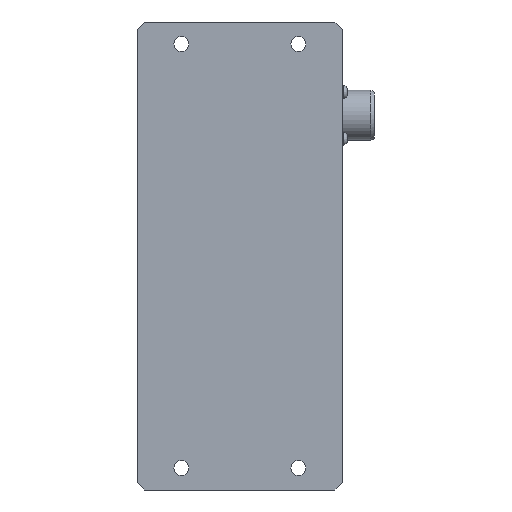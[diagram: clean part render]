
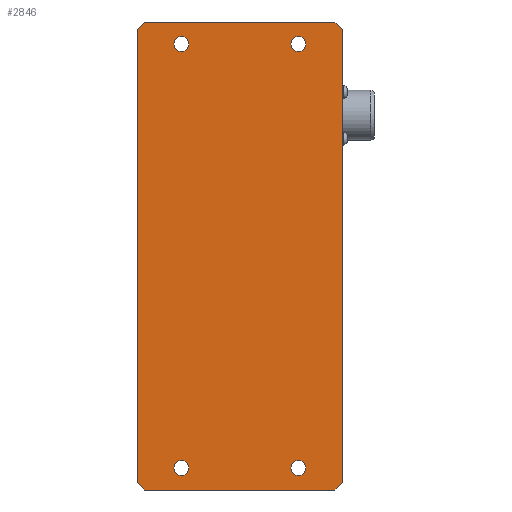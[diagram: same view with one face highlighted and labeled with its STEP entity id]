
A CAD part, front view. The second image highlights one B-rep face of the part: STEP entity #2846.
In plain terms, the highlighted planar face has unit normal (0, -1, 0).
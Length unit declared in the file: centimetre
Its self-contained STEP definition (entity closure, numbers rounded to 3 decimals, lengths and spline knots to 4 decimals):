
#105=FACE_BOUND('',#445,.T.);
#106=FACE_BOUND('',#446,.T.);
#107=FACE_BOUND('',#447,.T.);
#108=FACE_BOUND('',#448,.T.);
#151=PLANE('',#3032);
#274=FACE_OUTER_BOUND('',#444,.T.);
#444=EDGE_LOOP('',(#1908,#1909,#1910,#1911,#1912,#1913,#1914,#1915));
#445=EDGE_LOOP('',(#1916));
#446=EDGE_LOOP('',(#1917));
#447=EDGE_LOOP('',(#1918));
#448=EDGE_LOOP('',(#1919));
#646=CIRCLE('',#3033,0.3264);
#647=CIRCLE('',#3034,0.3264);
#648=CIRCLE('',#3035,0.3264);
#649=CIRCLE('',#3036,0.3264);
#748=LINE('',#4076,#969);
#749=LINE('',#4078,#970);
#750=LINE('',#4080,#971);
#751=LINE('',#4082,#972);
#752=LINE('',#4084,#973);
#753=LINE('',#4086,#974);
#754=LINE('',#4088,#975);
#755=LINE('',#4089,#976);
#969=VECTOR('',#3355,0.449);
#970=VECTOR('',#3356,8.255);
#971=VECTOR('',#3357,0.449);
#972=VECTOR('',#3358,19.685);
#973=VECTOR('',#3359,0.449);
#974=VECTOR('',#3360,8.255);
#975=VECTOR('',#3361,0.449);
#976=VECTOR('',#3362,19.685);
#1198=VERTEX_POINT('',#4074);
#1199=VERTEX_POINT('',#4075);
#1200=VERTEX_POINT('',#4077);
#1201=VERTEX_POINT('',#4079);
#1202=VERTEX_POINT('',#4081);
#1203=VERTEX_POINT('',#4083);
#1204=VERTEX_POINT('',#4085);
#1205=VERTEX_POINT('',#4087);
#1206=VERTEX_POINT('',#4090);
#1207=VERTEX_POINT('',#4092);
#1208=VERTEX_POINT('',#4094);
#1209=VERTEX_POINT('',#4096);
#1483=EDGE_CURVE('',#1198,#1199,#748,.T.);
#1484=EDGE_CURVE('',#1200,#1198,#749,.T.);
#1485=EDGE_CURVE('',#1201,#1200,#750,.T.);
#1486=EDGE_CURVE('',#1202,#1201,#751,.T.);
#1487=EDGE_CURVE('',#1203,#1202,#752,.T.);
#1488=EDGE_CURVE('',#1204,#1203,#753,.T.);
#1489=EDGE_CURVE('',#1205,#1204,#754,.T.);
#1490=EDGE_CURVE('',#1199,#1205,#755,.T.);
#1491=EDGE_CURVE('',#1206,#1206,#646,.T.);
#1492=EDGE_CURVE('',#1207,#1207,#647,.T.);
#1493=EDGE_CURVE('',#1208,#1208,#648,.T.);
#1494=EDGE_CURVE('',#1209,#1209,#649,.T.);
#1908=ORIENTED_EDGE('',*,*,#1483,.F.);
#1909=ORIENTED_EDGE('',*,*,#1484,.F.);
#1910=ORIENTED_EDGE('',*,*,#1485,.F.);
#1911=ORIENTED_EDGE('',*,*,#1486,.F.);
#1912=ORIENTED_EDGE('',*,*,#1487,.F.);
#1913=ORIENTED_EDGE('',*,*,#1488,.F.);
#1914=ORIENTED_EDGE('',*,*,#1489,.F.);
#1915=ORIENTED_EDGE('',*,*,#1490,.F.);
#1916=ORIENTED_EDGE('',*,*,#1491,.T.);
#1917=ORIENTED_EDGE('',*,*,#1492,.T.);
#1918=ORIENTED_EDGE('',*,*,#1493,.T.);
#1919=ORIENTED_EDGE('',*,*,#1494,.T.);
#2846=ADVANCED_FACE('',(#274,#105,#106,#107,#108),#151,.T.);
#3032=AXIS2_PLACEMENT_3D('',#4073,#3353,#3354);
#3033=AXIS2_PLACEMENT_3D('',#4091,#3363,#3364);
#3034=AXIS2_PLACEMENT_3D('',#4093,#3365,#3366);
#3035=AXIS2_PLACEMENT_3D('',#4095,#3367,#3368);
#3036=AXIS2_PLACEMENT_3D('',#4097,#3369,#3370);
#3353=DIRECTION('center_axis',(0.,-1.,0.));
#3354=DIRECTION('ref_axis',(0.,0.,
1.));
#3355=DIRECTION('',(-0.707,0.,0.707));
#3356=DIRECTION('',(-1.,0.,0.));
#3357=DIRECTION('',(-0.707,0.,-0.707));
#3358=DIRECTION('',(0.,0.,-1.));
#3359=DIRECTION('',(0.707,0.,-0.707));
#3360=DIRECTION('',(1.,0.,0.));
#3361=DIRECTION('',(0.707,0.,0.707));
#3362=DIRECTION('',(0.,0.,1.));
#3363=DIRECTION('center_axis',(0.,1.,0.));
#3364=DIRECTION('ref_axis',(0.,0.,-1.));
#3365=DIRECTION('center_axis',(0.,1.,0.));
#3366=DIRECTION('ref_axis',(0.,0.,-1.));
#3367=DIRECTION('center_axis',(0.,1.,0.));
#3368=DIRECTION('ref_axis',(0.,0.,-1.));
#3369=DIRECTION('center_axis',(0.,1.,0.));
#3370=DIRECTION('ref_axis',(0.,0.,-1.));
#4073=CARTESIAN_POINT('Origin',(-7.6359,1.5406,0.2801));
#4074=CARTESIAN_POINT('',(-11.7634,1.5406,-9.8799));
#4075=CARTESIAN_POINT('',(-12.0809,1.5406,-9.5624));
#4076=CARTESIAN_POINT('',(-11.7634,1.5406,-9.8799));
#4077=CARTESIAN_POINT('',(-3.5084,1.5406,-9.8799));
#4078=CARTESIAN_POINT('',(-3.5084,1.5406,-9.8799));
#4079=CARTESIAN_POINT('',(-3.1909,1.5406,-9.5624));
#4080=CARTESIAN_POINT('',(-3.1909,1.5406,-9.5624));
#4081=CARTESIAN_POINT('',(-3.1909,1.5406,10.1226));
#4082=CARTESIAN_POINT('',(-3.1909,1.5406,10.1226));
#4083=CARTESIAN_POINT('',(-3.5084,1.5406,10.4401));
#4084=CARTESIAN_POINT('',(-3.5084,1.5406,10.4401));
#4085=CARTESIAN_POINT('',(-11.7634,1.5406,10.4401));
#4086=CARTESIAN_POINT('',(-11.7634,1.5406,10.4401));
#4087=CARTESIAN_POINT('',(-12.0809,1.5406,10.1226));
#4088=CARTESIAN_POINT('',(-12.0809,1.5406,10.1226));
#4089=CARTESIAN_POINT('',(-12.0809,1.5406,-9.5624));
#4090=CARTESIAN_POINT('',(-10.1759,1.5406,-8.601));
#4091=CARTESIAN_POINT('Origin',(-10.1759,1.5406,-8.9274));
#4092=CARTESIAN_POINT('',(-10.1759,1.5406,9.814));
#4093=CARTESIAN_POINT('Origin',(-10.1759,1.5406,9.4876));
#4094=CARTESIAN_POINT('',(-5.0959,1.5406,9.814));
#4095=CARTESIAN_POINT('Origin',(-5.0959,1.5406,9.4876));
#4096=CARTESIAN_POINT('',(-5.0959,1.5406,-8.601));
#4097=CARTESIAN_POINT('Origin',(-5.0959,1.5406,-8.9274));
